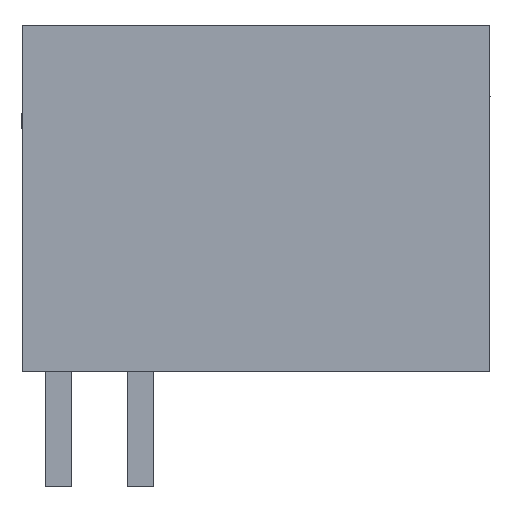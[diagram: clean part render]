
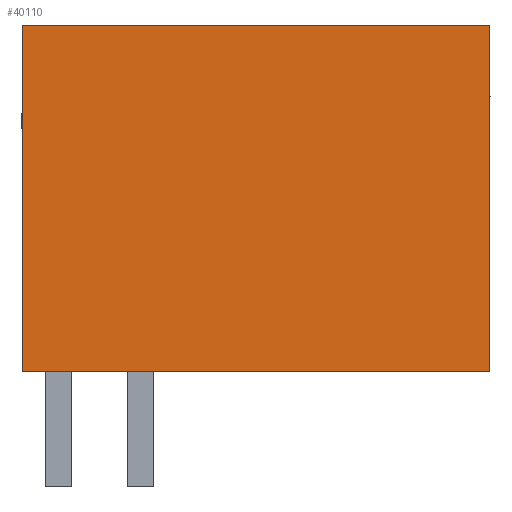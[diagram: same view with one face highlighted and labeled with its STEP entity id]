
A CAD part, left-side view. The second image highlights one B-rep face of the part: STEP entity #40110.
In plain terms, the highlighted planar face has unit normal (-1, 0, 0).
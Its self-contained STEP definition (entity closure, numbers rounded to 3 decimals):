
#40102=AXIS2_PLACEMENT_3D('Plane Axis2P3D',#40099,#40100,#40101) ;
#5226=CARTESIAN_POINT('Vertex',(0.,0.,3.5)) ;
#5625=CARTESIAN_POINT('Vertex',(0.,0.,14.)) ;
#5628=CARTESIAN_POINT('Line Origine',(0.,0.,8.75)) ;
#6310=CARTESIAN_POINT('Vertex',(0.,14.2,14.)) ;
#7463=CARTESIAN_POINT('Vertex',(0.,14.2,3.5)) ;
#7466=CARTESIAN_POINT('Line Origine',(0.,14.2,8.75)) ;
#9819=CARTESIAN_POINT('Line Origine',(0.,7.1,3.5)) ;
#11786=CARTESIAN_POINT('Line Origine',(0.,7.1,14.)) ;
#40099=CARTESIAN_POINT('Axis2P3D Location',(0.,3.975,8.025)) ;
#5629=DIRECTION('Vector Direction',(0.,0.,-1.)) ;
#7467=DIRECTION('Vector Direction',(0.,0.,-1.)) ;
#9820=DIRECTION('Vector Direction',(0.,1.,0.)) ;
#11787=DIRECTION('Vector Direction',(0.,1.,0.)) ;
#40100=DIRECTION('Axis2P3D Direction',(-1.,0.,0.)) ;
#40101=DIRECTION('Axis2P3D XDirection',(0.,0.,-1.)) ;
#5630=VECTOR('Line Direction',#5629,1.) ;
#7468=VECTOR('Line Direction',#7467,1.) ;
#9821=VECTOR('Line Direction',#9820,1.) ;
#11788=VECTOR('Line Direction',#11787,1.) ;
#40105=ORIENTED_EDGE('',*,*,#9823,.F.) ;
#40106=ORIENTED_EDGE('',*,*,#5632,.F.) ;
#40107=ORIENTED_EDGE('',*,*,#11790,.T.) ;
#40108=ORIENTED_EDGE('',*,*,#7470,.T.) ;
#40110=ADVANCED_FACE('HOUSING',(#40109),#40103,.T.) ;
#5632=EDGE_CURVE('',#5626,#5227,#5631,.T.) ;
#7470=EDGE_CURVE('',#6311,#7464,#7469,.T.) ;
#9823=EDGE_CURVE('',#5227,#7464,#9822,.T.) ;
#11790=EDGE_CURVE('',#5626,#6311,#11789,.T.) ;
#40104=EDGE_LOOP('',(#40105,#40106,#40107,#40108)) ;
#40109=FACE_OUTER_BOUND('',#40104,.T.) ;
#5631=LINE('Line',#5628,#5630) ;
#7469=LINE('Line',#7466,#7468) ;
#9822=LINE('Line',#9819,#9821) ;
#11789=LINE('Line',#11786,#11788) ;
#40103=PLANE('',#40102) ;
#5227=VERTEX_POINT('',#5226) ;
#5626=VERTEX_POINT('',#5625) ;
#6311=VERTEX_POINT('',#6310) ;
#7464=VERTEX_POINT('',#7463) ;
